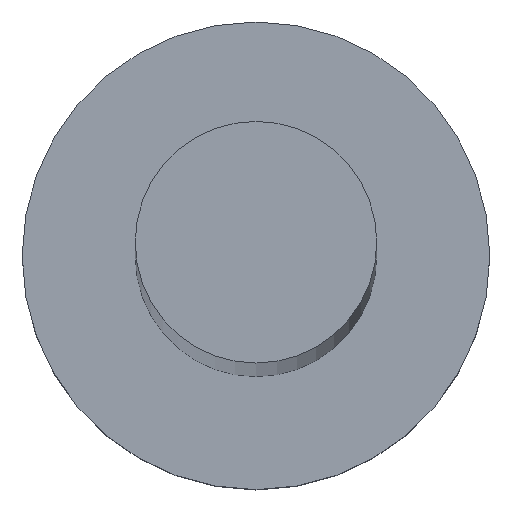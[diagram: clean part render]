
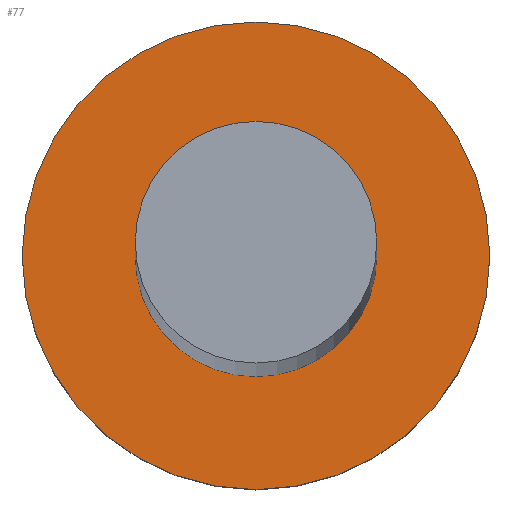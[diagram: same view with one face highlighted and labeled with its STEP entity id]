
A CAD part, top view. The second image highlights one B-rep face of the part: STEP entity #77.
In plain terms, the highlighted planar face has unit normal (0, 0, 1).
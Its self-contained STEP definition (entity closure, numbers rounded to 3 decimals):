
#3 = CARTESIAN_POINT ( 'NONE',  ( 0., 0., 5. ) ) ;
#4 = CARTESIAN_POINT ( 'NONE',  ( -3.1, 0., 5. ) ) ;
#19 = CIRCLE ( 'NONE', #172, 6. ) ;
#21 = CARTESIAN_POINT ( 'NONE',  ( 0., 0., 5. ) ) ;
#27 = EDGE_CURVE ( 'NONE', #156, #32, #31, .T. ) ;
#31 = CIRCLE ( 'NONE', #180, 3.1 ) ;
#32 = VERTEX_POINT ( 'NONE', #197 ) ;
#35 = AXIS2_PLACEMENT_3D ( 'NONE', #221, #87, #167 ) ;
#40 = DIRECTION ( 'NONE',  ( 1., 0., 0. ) ) ;
#41 = PLANE ( 'NONE',  #46 ) ;
#46 = AXIS2_PLACEMENT_3D ( 'NONE', #3, #145, #218 ) ;
#48 = DIRECTION ( 'NONE',  ( 1., 0., 0. ) ) ;
#51 = CARTESIAN_POINT ( 'NONE',  ( 0., 0., 5. ) ) ;
#70 = CARTESIAN_POINT ( 'NONE',  ( -6., 0., 5. ) ) ;
#71 = ORIENTED_EDGE ( 'NONE', *, *, #27, .F. ) ;
#73 = ORIENTED_EDGE ( 'NONE', *, *, #108, .F. ) ;
#77 = ADVANCED_FACE ( 'NONE', ( #85, #125 ), #41, .T. ) ;
#85 = FACE_BOUND ( 'NONE', #121, .T. ) ;
#87 = DIRECTION ( 'NONE',  ( 0., 0., 1. ) ) ;
#107 = CIRCLE ( 'NONE', #35, 6. ) ;
#108 = EDGE_CURVE ( 'NONE', #32, #156, #254, .T. ) ;
#110 = DIRECTION ( 'NONE',  ( 0., 0., 1. ) ) ;
#121 = EDGE_LOOP ( 'NONE', ( #71, #73 ) ) ;
#125 = FACE_OUTER_BOUND ( 'NONE', #232, .T. ) ;
#138 = VERTEX_POINT ( 'NONE', #181 ) ;
#145 = DIRECTION ( 'NONE',  ( 0., 0., 1. ) ) ;
#148 = DIRECTION ( 'NONE',  ( 0., 0., 1. ) ) ;
#153 = DIRECTION ( 'NONE',  ( 1., 0., 0. ) ) ;
#156 = VERTEX_POINT ( 'NONE', #4 ) ;
#160 = EDGE_CURVE ( 'NONE', #138, #216, #107, .T. ) ;
#167 = DIRECTION ( 'NONE',  ( 1., 0., 0. ) ) ;
#172 = AXIS2_PLACEMENT_3D ( 'NONE', #51, #189, #153 ) ;
#173 = ORIENTED_EDGE ( 'NONE', *, *, #160, .T. ) ;
#180 = AXIS2_PLACEMENT_3D ( 'NONE', #21, #110, #48 ) ;
#181 = CARTESIAN_POINT ( 'NONE',  ( 6., 0., 5. ) ) ;
#189 = DIRECTION ( 'NONE',  ( 0., 0., 1. ) ) ;
#197 = CARTESIAN_POINT ( 'NONE',  ( 3.1, 0., 5. ) ) ;
#201 = ORIENTED_EDGE ( 'NONE', *, *, #242, .T. ) ;
#214 = AXIS2_PLACEMENT_3D ( 'NONE', #219, #148, #40 ) ;
#216 = VERTEX_POINT ( 'NONE', #70 ) ;
#218 = DIRECTION ( 'NONE',  ( 1., 0., 0. ) ) ;
#219 = CARTESIAN_POINT ( 'NONE',  ( 0., 0., 5. ) ) ;
#221 = CARTESIAN_POINT ( 'NONE',  ( 0., 0., 5. ) ) ;
#232 = EDGE_LOOP ( 'NONE', ( #201, #173 ) ) ;
#242 = EDGE_CURVE ( 'NONE', #216, #138, #19, .T. ) ;
#254 = CIRCLE ( 'NONE', #214, 3.1 ) ;
